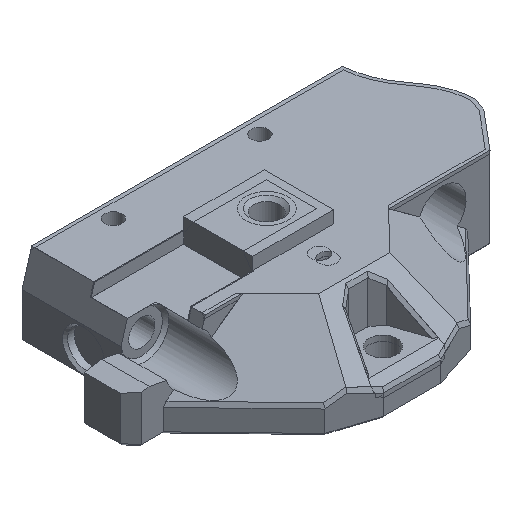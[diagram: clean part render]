
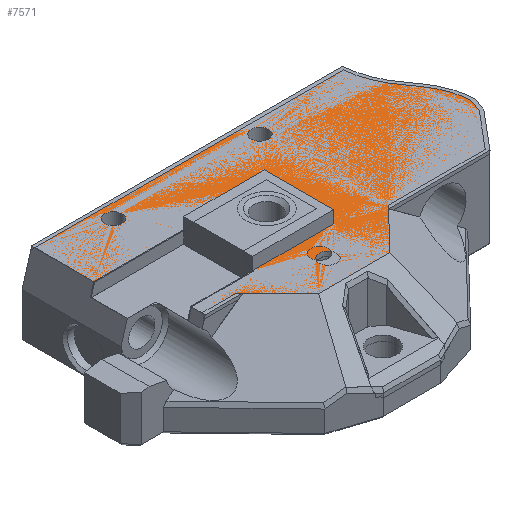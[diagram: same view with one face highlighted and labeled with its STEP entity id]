
A CAD part, isometric view. The second image highlights one B-rep face of the part: STEP entity #7571.
In plain terms, the highlighted planar face has unit normal (0, 0, 1).
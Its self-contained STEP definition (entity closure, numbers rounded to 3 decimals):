
#217=FACE_BOUND('',#1184,.T.);
#218=FACE_BOUND('',#1185,.T.);
#219=FACE_BOUND('',#1186,.T.);
#368=PLANE('',#8156);
#736=FACE_OUTER_BOUND('',#1183,.T.);
#1183=EDGE_LOOP('',(#6070,#6071,#6072,#6073,#6074,#6075,#6076,#6077,#6078,
#6079,#6080,#6081,#6082,#6083,#6084,#6085,#6086,#6087,#6088,#6089));
#1184=EDGE_LOOP('',(#6090));
#1185=EDGE_LOOP('',(#6091));
#1186=EDGE_LOOP('',(#6092));
#1571=CIRCLE('',#8157,8.435);
#1572=CIRCLE('',#8158,10.4);
#1573=CIRCLE('',#8159,1.05);
#1574=CIRCLE('',#8160,1.05);
#1575=CIRCLE('',#8161,1.05);
#2085=LINE('',#12416,#2817);
#2087=LINE('',#12420,#2819);
#2088=LINE('',#12422,#2820);
#2089=LINE('',#12426,#2821);
#2090=LINE('',#12430,#2822);
#2091=LINE('',#12432,#2823);
#2092=LINE('',#12434,#2824);
#2093=LINE('',#12436,#2825);
#2094=LINE('',#12438,#2826);
#2095=LINE('',#12440,#2827);
#2096=LINE('',#12442,#2828);
#2097=LINE('',#12444,#2829);
#2098=LINE('',#12446,#2830);
#2099=LINE('',#12448,#2831);
#2100=LINE('',#12450,#2832);
#2101=LINE('',#12452,#2833);
#2102=LINE('',#12454,#2834);
#2103=LINE('',#12455,#2835);
#2817=VECTOR('',#9536,10.);
#2819=VECTOR('',#9540,10.);
#2820=VECTOR('',#9541,10.);
#2821=VECTOR('',#9544,10.);
#2822=VECTOR('',#9547,10.);
#2823=VECTOR('',#9548,10.);
#2824=VECTOR('',#9549,10.);
#2825=VECTOR('',#9550,10.);
#2826=VECTOR('',#9551,10.);
#2827=VECTOR('',#9552,10.);
#2828=VECTOR('',#9553,10.);
#2829=VECTOR('',#9554,10.);
#2830=VECTOR('',#9555,10.);
#2831=VECTOR('',#9556,10.);
#2832=VECTOR('',#9557,10.);
#2833=VECTOR('',#9558,10.);
#2834=VECTOR('',#9559,10.);
#2835=VECTOR('',#9560,10.);
#3526=VERTEX_POINT('',#12413);
#3527=VERTEX_POINT('',#12415);
#3528=VERTEX_POINT('',#12419);
#3529=VERTEX_POINT('',#12421);
#3530=VERTEX_POINT('',#12423);
#3531=VERTEX_POINT('',#12425);
#3532=VERTEX_POINT('',#12427);
#3533=VERTEX_POINT('',#12429);
#3534=VERTEX_POINT('',#12431);
#3535=VERTEX_POINT('',#12433);
#3536=VERTEX_POINT('',#12435);
#3537=VERTEX_POINT('',#12437);
#3538=VERTEX_POINT('',#12439);
#3539=VERTEX_POINT('',#12441);
#3540=VERTEX_POINT('',#12443);
#3541=VERTEX_POINT('',#12445);
#3542=VERTEX_POINT('',#12447);
#3543=VERTEX_POINT('',#12449);
#3544=VERTEX_POINT('',#12451);
#3545=VERTEX_POINT('',#12453);
#3546=VERTEX_POINT('',#12456);
#3547=VERTEX_POINT('',#12458);
#3548=VERTEX_POINT('',#12460);
#4428=EDGE_CURVE('',#3526,#3527,#2085,.T.);
#4430=EDGE_CURVE('',#3528,#3526,#2087,.T.);
#4431=EDGE_CURVE('',#3529,#3528,#2088,.T.);
#4432=EDGE_CURVE('',#3530,#3529,#1571,.T.);
#4433=EDGE_CURVE('',#3531,#3530,#2089,.T.);
#4434=EDGE_CURVE('',#3532,#3531,#1572,.T.);
#4435=EDGE_CURVE('',#3533,#3532,#2090,.T.);
#4436=EDGE_CURVE('',#3533,#3534,#2091,.F.);
#4437=EDGE_CURVE('',#3535,#3534,#2092,.F.);
#4438=EDGE_CURVE('',#3536,#3535,#2093,.T.);
#4439=EDGE_CURVE('',#3536,#3537,#2094,.T.);
#4440=EDGE_CURVE('',#3537,#3538,#2095,.T.);
#4441=EDGE_CURVE('',#3538,#3539,#2096,.T.);
#4442=EDGE_CURVE('',#3539,#3540,#2097,.T.);
#4443=EDGE_CURVE('',#3541,#3540,#2098,.F.);
#4444=EDGE_CURVE('',#3541,#3542,#2099,.F.);
#4445=EDGE_CURVE('',#3543,#3542,#2100,.T.);
#4446=EDGE_CURVE('',#3544,#3543,#2101,.T.);
#4447=EDGE_CURVE('',#3545,#3544,#2102,.T.);
#4448=EDGE_CURVE('',#3527,#3545,#2103,.T.);
#4449=EDGE_CURVE('',#3546,#3546,#1573,.T.);
#4450=EDGE_CURVE('',#3547,#3547,#1574,.T.);
#4451=EDGE_CURVE('',#3548,#3548,#1575,.T.);
#6070=ORIENTED_EDGE('',*,*,#4428,.F.);
#6071=ORIENTED_EDGE('',*,*,#4430,.F.);
#6072=ORIENTED_EDGE('',*,*,#4431,.F.);
#6073=ORIENTED_EDGE('',*,*,#4432,.F.);
#6074=ORIENTED_EDGE('',*,*,#4433,.F.);
#6075=ORIENTED_EDGE('',*,*,#4434,.F.);
#6076=ORIENTED_EDGE('',*,*,#4435,.F.);
#6077=ORIENTED_EDGE('',*,*,#4436,.T.);
#6078=ORIENTED_EDGE('',*,*,#4437,.F.);
#6079=ORIENTED_EDGE('',*,*,#4438,.F.);
#6080=ORIENTED_EDGE('',*,*,#4439,.T.);
#6081=ORIENTED_EDGE('',*,*,#4440,.T.);
#6082=ORIENTED_EDGE('',*,*,#4441,.T.);
#6083=ORIENTED_EDGE('',*,*,#4442,.T.);
#6084=ORIENTED_EDGE('',*,*,#4443,.F.);
#6085=ORIENTED_EDGE('',*,*,#4444,.T.);
#6086=ORIENTED_EDGE('',*,*,#4445,.F.);
#6087=ORIENTED_EDGE('',*,*,#4446,.F.);
#6088=ORIENTED_EDGE('',*,*,#4447,.F.);
#6089=ORIENTED_EDGE('',*,*,#4448,.F.);
#6090=ORIENTED_EDGE('',*,*,#4449,.T.);
#6091=ORIENTED_EDGE('',*,*,#4450,.T.);
#6092=ORIENTED_EDGE('',*,*,#4451,.T.);
#7571=ADVANCED_FACE('',(#736,#217,#218,#219),#368,.F.);
#8156=AXIS2_PLACEMENT_3D('',#12418,#9538,#9539);
#8157=AXIS2_PLACEMENT_3D('',#12424,#9542,#9543);
#8158=AXIS2_PLACEMENT_3D('',#12428,#9545,#9546);
#8159=AXIS2_PLACEMENT_3D('',#12457,#9561,#9562);
#8160=AXIS2_PLACEMENT_3D('',#12459,#9563,#9564);
#8161=AXIS2_PLACEMENT_3D('',#12461,#9565,#9566);
#9536=DIRECTION('',(-1.,0.,0.));
#9538=DIRECTION('center_axis',(0.,0.,
-1.));
#9539=DIRECTION('ref_axis',(-1.,0.,0.));
#9540=DIRECTION('',(-0.643,-0.766,0.));
#9541=DIRECTION('',(-0.346,-0.938,0.));
#9542=DIRECTION('center_axis',(0.,0.,
-1.));
#9543=DIRECTION('ref_axis',(1.,0.,0.));
#9544=DIRECTION('',(0.567,-0.823,0.));
#9545=DIRECTION('center_axis',(0.,0.,
1.));
#9546=DIRECTION('ref_axis',(-1.,0.,0.));
#9547=DIRECTION('',(1.,0.,0.));
#9548=DIRECTION('',(0.,1.,0.));
#9549=DIRECTION('',(1.,0.,0.));
#9550=DIRECTION('',(0.,1.,0.));
#9551=DIRECTION('',(1.,0.,0.));
#9552=DIRECTION('',(0.,-1.,0.));
#9553=DIRECTION('',(-1.,0.,0.));
#9554=DIRECTION('',(0.,-1.,0.));
#9555=DIRECTION('',(-1.,0.,0.));
#9556=DIRECTION('',(0.,1.,0.));
#9557=DIRECTION('',(-1.,0.,0.));
#9558=DIRECTION('',(-0.695,0.719,0.));
#9559=DIRECTION('',(-1.,0.,0.));
#9560=DIRECTION('',(-0.695,-0.719,0.));
#9561=DIRECTION('center_axis',(0.,0.,
-1.));
#9562=DIRECTION('ref_axis',(1.,0.,0.));
#9563=DIRECTION('center_axis',(0.,0.,
-1.));
#9564=DIRECTION('ref_axis',(1.,0.,0.));
#9565=DIRECTION('center_axis',(0.,0.,
-1.));
#9566=DIRECTION('ref_axis',(1.,0.,0.));
#12413=CARTESIAN_POINT('',(147.876,-9.995,-72.534));
#12415=CARTESIAN_POINT('',(136.106,-9.995,-72.534));
#12416=CARTESIAN_POINT('',(126.85,-9.995,-72.534));
#12418=CARTESIAN_POINT('Origin',(126.85,-2.286,-72.534));
#12419=CARTESIAN_POINT('',(151.586,-5.575,-72.534));
#12420=CARTESIAN_POINT('',(146.35,-11.814,-72.534));
#12421=CARTESIAN_POINT('',(152.185,-3.951,-72.534));
#12422=CARTESIAN_POINT('',(150.788,-7.735,-72.534));
#12423=CARTESIAN_POINT('',(150.671,0.409,-72.534));
#12424=CARTESIAN_POINT('Origin',(143.763,-4.432,-72.534));
#12425=CARTESIAN_POINT('',(148.969,2.88,-72.534));
#12426=CARTESIAN_POINT('',(147.044,5.674,-72.534));
#12427=CARTESIAN_POINT('',(147.597,7.018,-72.534));
#12428=CARTESIAN_POINT('Origin',(157.935,8.15,-72.534));
#12429=CARTESIAN_POINT('',(110.11,7.018,-72.534));
#12430=CARTESIAN_POINT('',(126.85,7.018,-72.534));
#12431=CARTESIAN_POINT('',(110.11,-0.132,-72.534));
#12432=CARTESIAN_POINT('',(110.11,-2.727,-72.534));
#12433=CARTESIAN_POINT('',(120.95,-0.132,-72.534));
#12434=CARTESIAN_POINT('',(121.35,-0.132,-72.534));
#12435=CARTESIAN_POINT('',(120.95,-0.232,-72.534));
#12436=CARTESIAN_POINT('',(120.95,-3.359,-72.534));
#12437=CARTESIAN_POINT('',(130.8,-0.232,-72.534));
#12438=CARTESIAN_POINT('',(128.825,-0.232,-72.534));
#12439=CARTESIAN_POINT('',(130.8,-8.632,-72.534));
#12440=CARTESIAN_POINT('',(130.8,-5.459,-72.534));
#12441=CARTESIAN_POINT('',(120.95,-8.632,-72.534));
#12442=CARTESIAN_POINT('',(123.9,-8.632,-72.534));
#12443=CARTESIAN_POINT('',(120.95,-8.732,-72.534));
#12444=CARTESIAN_POINT('',(120.95,-3.359,-72.534));
#12445=CARTESIAN_POINT('',(113.414,-8.732,-72.534));
#12446=CARTESIAN_POINT('',(121.35,-8.732,-72.534));
#12447=CARTESIAN_POINT('',(113.414,-9.995,-72.534));
#12448=CARTESIAN_POINT('',(113.414,-2.727,-72.534));
#12449=CARTESIAN_POINT('',(117.595,-9.995,-72.534));
#12450=CARTESIAN_POINT('',(126.85,-9.995,-72.534));
#12451=CARTESIAN_POINT('',(122.515,-15.087,-72.534));
#12452=CARTESIAN_POINT('',(119.798,-12.276,-72.534));
#12453=CARTESIAN_POINT('',(131.185,-15.087,-72.534));
#12454=CARTESIAN_POINT('',(126.274,-15.087,-72.534));
#12455=CARTESIAN_POINT('',(133.902,-12.276,-72.534));
#12456=CARTESIAN_POINT('',(116.88,5.318,-72.534));
#12457=CARTESIAN_POINT('Origin',(117.93,5.318,-72.534));
#12458=CARTESIAN_POINT('',(134.721,5.318,-72.534));
#12459=CARTESIAN_POINT('Origin',(135.771,5.318,-72.534));
#12460=CARTESIAN_POINT('',(125.8,-11.887,-72.534));
#12461=CARTESIAN_POINT('Origin',(126.85,-11.887,-72.534));
